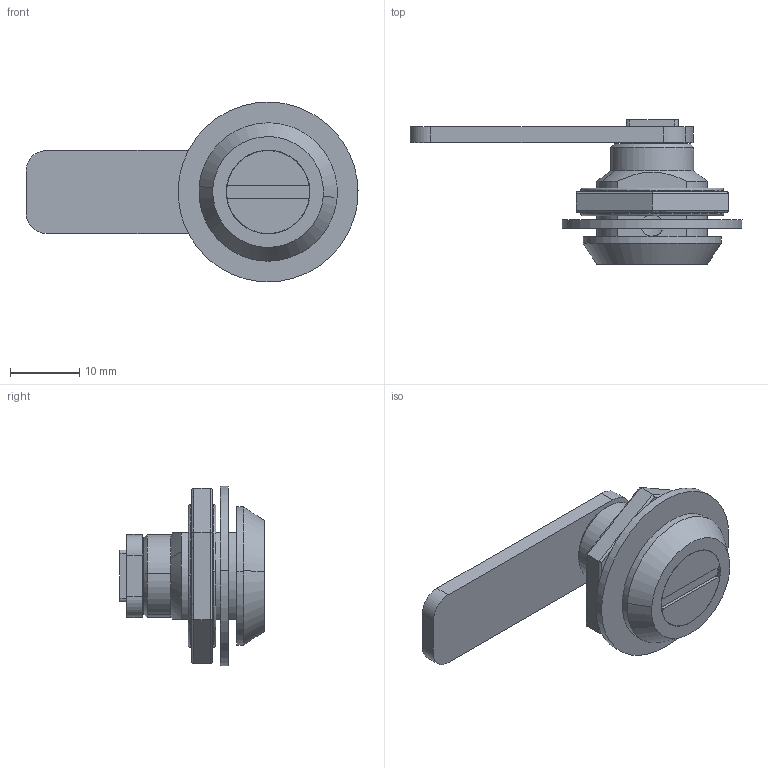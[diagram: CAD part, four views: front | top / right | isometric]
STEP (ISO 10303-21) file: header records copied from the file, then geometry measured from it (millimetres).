
FILE_DESCRIPTION((''),'2;1');
FILE_NAME('','2005-07-15T16:26:31',(''),(''),'','CADfix','');
FILE_SCHEMA(('AUTOMOTIVE_DESIGN'));
Length unit declared in the file: millimetre
Products named in the file (6): washer; shaft; nut; cam; body; TL_302_7615_36
Assembly tree (5 placements, depth 2):
  TL_302_7615_36
    washer
    shaft
    nut
    cam
    body
Bounding box: 48 x 20.9 x 26 mm (x, y, z)
Volume: 5257.9 mm3; surface area: 5503.2 mm2
Topology: 5 solids, 5 shells, 114 faces, 338 edges, 239 vertices
Faces by surface type: bspline 114
Entity records: 4423 total; most frequent: CARTESIAN_POINT 2425, ORIENTED_EDGE 676, EDGE_CURVE 338, VERTEX_POINT 239, QUASI_UNIFORM_CURVE 143, EDGE_LOOP 131, FACE_OUTER_BOUND 114, ADVANCED_FACE 114
